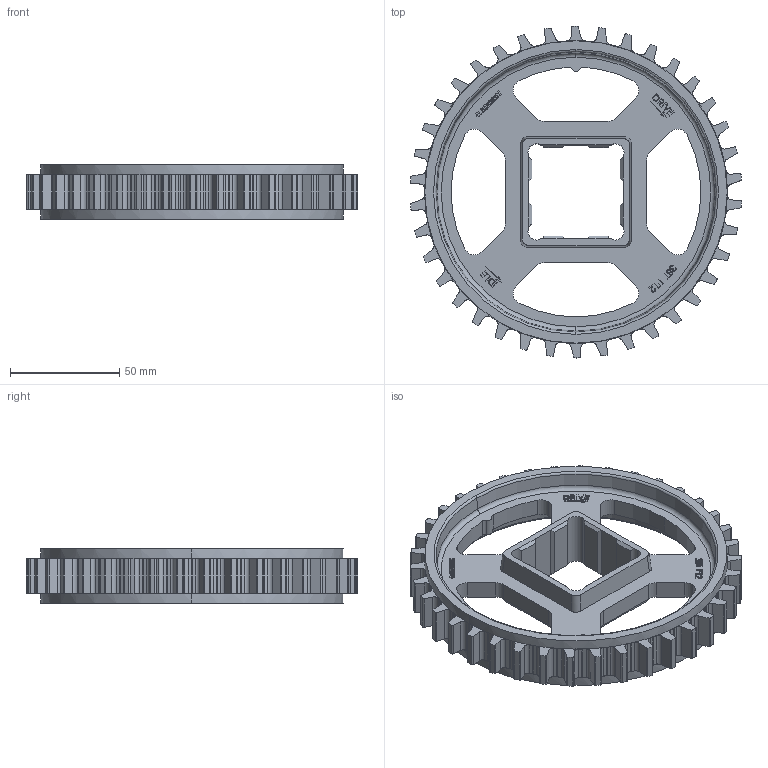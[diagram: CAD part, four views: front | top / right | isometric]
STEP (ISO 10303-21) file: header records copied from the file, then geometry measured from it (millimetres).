
FILE_DESCRIPTION (( 'STEP AP214' ), '1' );
FILE_NAME ('F12_Z38_C40.STEP', '2024-02-15T07:00:47', ( '' ), ( '' ), 'SwSTEP 2.0', 'SolidWorks 2023', '' );
FILE_SCHEMA (( 'AUTOMOTIVE_DESIGN' ));
Length unit declared in the file: millimetre
Products named in the file (1): F12_Z38_C40
Bounding box: 151.54 x 151.82 x 25 mm (x, y, z)
Volume: 137592 mm3; surface area: 54012 mm2
Topology: 1 solids, 1 shells, 951 faces, 2614 edges, 1708 vertices
Faces by surface type: plane 536, cylinder 273, bspline 130, torus 8, cone 4
Entity records: 33901 total; most frequent: CARTESIAN_POINT 10020, ORIENTED_EDGE 5228, DIRECTION 4668, EDGE_CURVE 2614, VERTEX_POINT 1708, LINE 1620, VECTOR 1620, AXIS2_PLACEMENT_3D 1524
